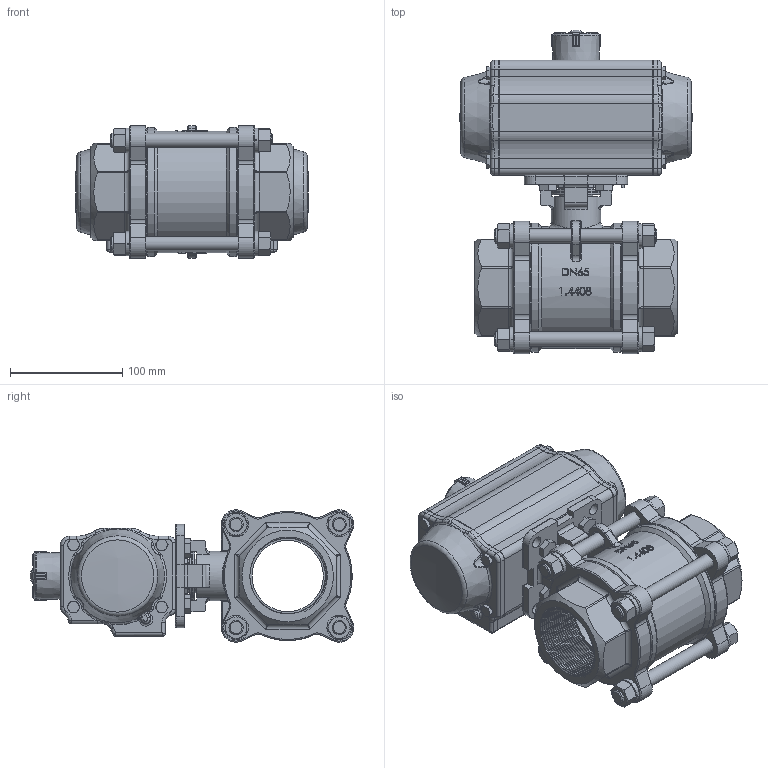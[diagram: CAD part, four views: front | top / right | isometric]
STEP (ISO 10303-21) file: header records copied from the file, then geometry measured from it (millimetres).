
FILE_DESCRIPTION(/* description */ ('Unknown'),/* implementation_level */ '2;1');
FILE_NAME(/* name */ 'DW04 9323-10',/* time_stamp */ '2022-10-24T13:34:09+02:00',/* author */ ('Unknown'),/* organization */ ('Unknown'),/* preprocessor_version */ 'ST-DEVELOPER v16.7',/* originating_system */ 'Solid Edge',/* authorisation */ 'Unknown');
FILE_SCHEMA (('AUTOMOTIVE_DESIGN {1 0 10303 214 3 1 1}'));
Products named in the file (13): DW70-8.112.065; 8.112.065; Gewindestange M; Körper 8.112.065; M8x20; DW04_FR03_(DW70_FR52); ____; ________(___________; _____________; ______; hex head bolts-full thread grade c gb_GB_FASTENER_BOLT_HHBFTC M6X20-N; cup head nib bolts with large head gb_GB_FASTENER_BOLT_CHNBW M6X25-N; KP-75
Assembly tree (26 placements, depth 4):
  DW70-8.112.065
    8.112.065
      Gewindestange M  x3
      Körper 8.112.065
    M8x20  x4
    DW04_FR03_(DW70_FR52)
      ____
        ________(___________  x2
        _____________  x2
        ______
      hex head bolts-full thread grade c gb_GB_FASTENER_BOLT_HHBFTC M6X20-N  x8
      cup head nib bolts with large head gb_GB_FASTENER_BOLT_CHNBW M6X25-N
      KP-75
Bounding box: 206.95 x 288.35 x 117.9 mm (x, y, z)
Volume: 2756166.7 mm3; surface area: 320535.7 mm2
Topology: 23 solids, 23 shells, 1838 faces, 4650 edges, 2881 vertices
Faces by surface type: plane 664, cylinder 531, bspline 281, torus 174, cone 171, sphere 17
Full cylindrical faces by diameter (mm): 3 x18, 3.3 x8, 4.2 x8, 4.66 x1, 5 x13, 6 x9, 6.2 x1, 6.8 x4, 8 x4, 8.5 x4, 8.8 x2, 10.5 x4, 12.7 x9, 14 x2, 15 x8, 21.8 x1, 24.6 x1, 30 x2, 32 x2, 38.5 x1, 44 x1, 44.46 x2, 48 x1, 63.5 x1, 108.5 x1, 115 x2
Entity records: 80473 total; most frequent: CARTESIAN_POINT 46119, ORIENTED_EDGE 7278, DIRECTION 6487, EDGE_CURVE 3639, AXIS2_PLACEMENT_3D 2471, VERTEX_POINT 2408, FACE_BOUND 1843, EDGE_LOOP 1816
